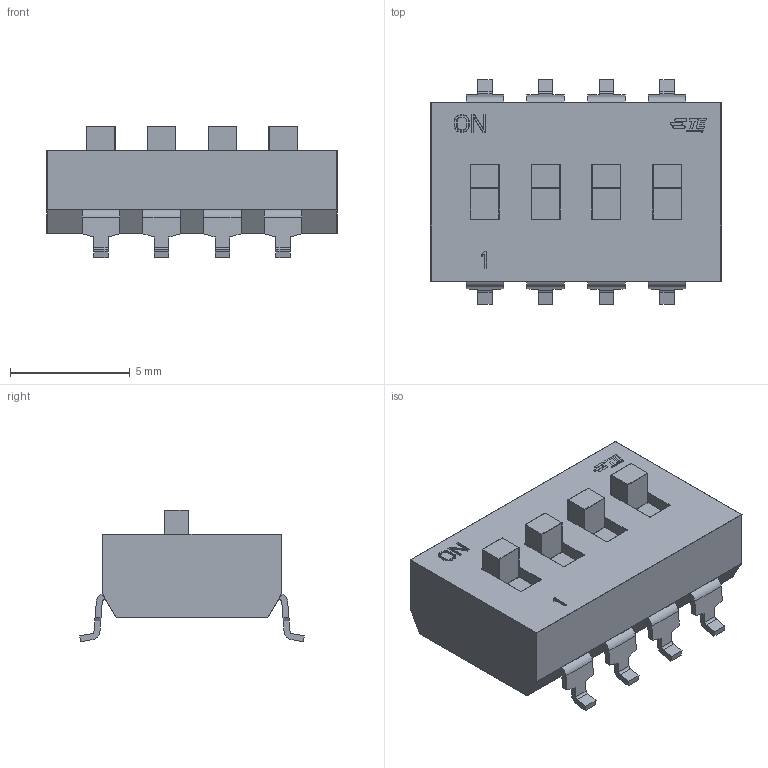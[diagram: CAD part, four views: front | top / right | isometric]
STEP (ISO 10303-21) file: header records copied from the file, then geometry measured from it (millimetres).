
FILE_DESCRIPTION(/* description */ (''),/* implementation_level */ '2;1');
FILE_NAME(/* name */ '1825058-7.stp',/* time_stamp */ '2020-10-21T19:22:16+02:00',/* author */ ('khaled'),/* organization */ (''),/* preprocessor_version */ 'ST-DEVELOPER v17.2',/* originating_system */ 'Autodesk Inventor 2019',/* authorisation */ '');
FILE_SCHEMA (('AUTOMOTIVE_DESIGN { 1 0 10303 214 3 1 1 }'));
Length unit declared in the file: millimetre
Products named in the file (5): 1825058-7; 1; 2; 3; TE Connectivity
Assembly tree (4 placements, depth 2):
  1825058-7
    1
    2
    3
    TE Connectivity
Bounding box: 12.14 x 9.39 x 5.5 mm (x, y, z)
Volume: 318.2 mm3; surface area: 454.4 mm2
Topology: 31 solids, 31 shells, 1034 faces, 2335 edges, 1371 vertices
Faces by surface type: plane 370, cylinder 358, sphere 129, bspline 92, torus 85
Entity records: 29072 total; most frequent: CARTESIAN_POINT 5651, DIRECTION 5062, ORIENTED_EDGE 4670, EDGE_CURVE 2335, AXIS2_PLACEMENT_3D 1856, VERTEX_POINT 1371, LINE 1350, VECTOR 1350
